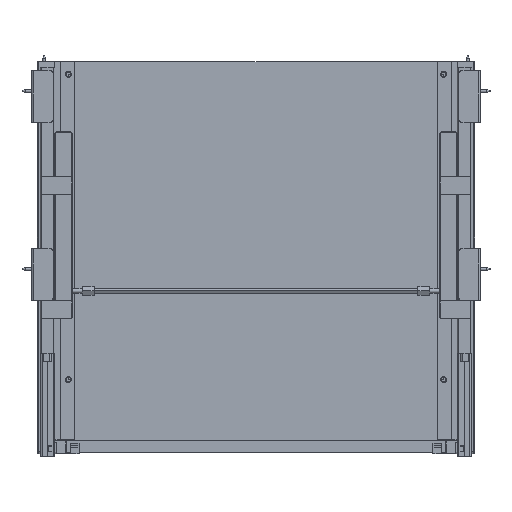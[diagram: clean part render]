
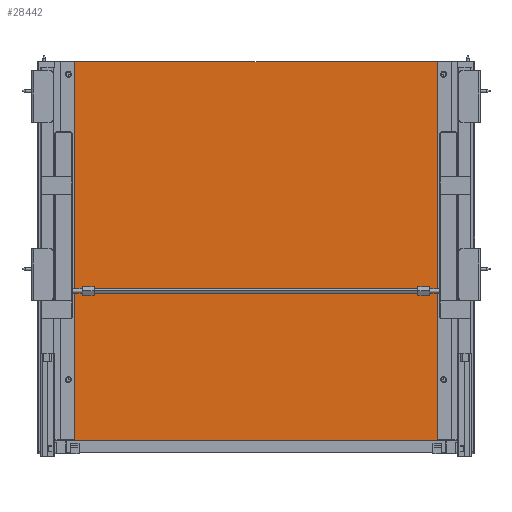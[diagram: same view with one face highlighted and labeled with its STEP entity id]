
A CAD part, front view. The second image highlights one B-rep face of the part: STEP entity #28442.
In plain terms, the highlighted planar face has unit normal (0, -1, 0).
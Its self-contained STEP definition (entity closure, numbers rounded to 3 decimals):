
#2748=FACE_OUTER_BOUND('',#4494,.T.);
#4494=EDGE_LOOP('',(#24441,#24442,#24443,#24444));
#7378=LINE('',#46022,#10596);
#7379=LINE('',#46025,#10597);
#7380=LINE('',#46027,#10598);
#7381=LINE('',#46028,#10599);
#10596=VECTOR('',#37027,10.);
#10597=VECTOR('',#37030,10.);
#10598=VECTOR('',#37031,10.);
#10599=VECTOR('',#37032,10.);
#13453=VERTEX_POINT('',#46015);
#13456=VERTEX_POINT('',#46020);
#13457=VERTEX_POINT('',#46024);
#13458=VERTEX_POINT('',#46026);
#17204=EDGE_CURVE('',#13453,#13456,#7378,.T.);
#17205=EDGE_CURVE('',#13457,#13453,#7379,.T.);
#17206=EDGE_CURVE('',#13458,#13456,#7380,.T.);
#17207=EDGE_CURVE('',#13457,#13458,#7381,.T.);
#24441=ORIENTED_EDGE('',*,*,#17205,.T.);
#24442=ORIENTED_EDGE('',*,*,#17204,.T.);
#24443=ORIENTED_EDGE('',*,*,#17206,.F.);
#24444=ORIENTED_EDGE('',*,*,#17207,.F.);
#26961=PLANE('',#30609);
#28442=ADVANCED_FACE('',(#2748),#26961,.T.);
#30609=AXIS2_PLACEMENT_3D('',#46023,#37028,#37029);
#37027=DIRECTION('',(0.,0.,-1.));
#37028=DIRECTION('center_axis',(0.,-1.,0.));
#37029=DIRECTION('ref_axis',(-1.,0.,0.));
#37030=DIRECTION('',(-1.,0.,0.));
#37031=DIRECTION('',(-1.,0.,0.));
#37032=DIRECTION('',(0.,0.,-1.));
#46015=CARTESIAN_POINT('',(-244.5,22.,11.5));
#46020=CARTESIAN_POINT('',(-244.5,22.,-464.5));
#46022=CARTESIAN_POINT('',(-244.5,22.,11.5));
#46023=CARTESIAN_POINT('Origin',(244.5,22.,11.5));
#46024=CARTESIAN_POINT('',(244.5,22.,11.5));
#46025=CARTESIAN_POINT('',(244.5,22.,11.5));
#46026=CARTESIAN_POINT('',(244.5,22.,-464.5));
#46027=CARTESIAN_POINT('',(244.5,22.,-464.5));
#46028=CARTESIAN_POINT('',(244.5,22.,11.5));
